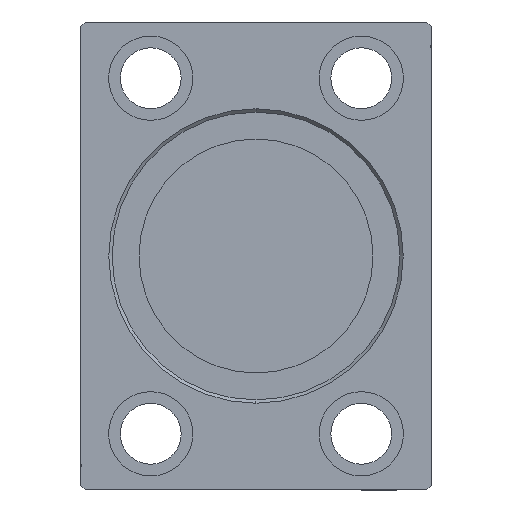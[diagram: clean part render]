
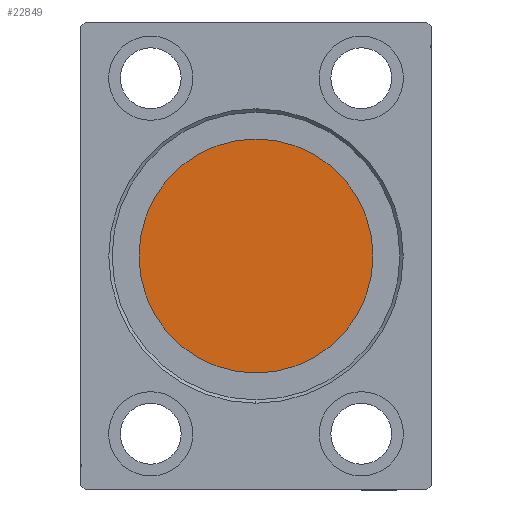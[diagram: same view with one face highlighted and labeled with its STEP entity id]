
A CAD part, left-side view. The second image highlights one B-rep face of the part: STEP entity #22849.
In plain terms, the highlighted planar face has unit normal (-1, 0, 0).
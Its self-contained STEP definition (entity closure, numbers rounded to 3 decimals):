
#2224 = AXIS2_PLACEMENT_3D ( 'NONE', #12187, #25297, #25511 ) ;
#3627 = AXIS2_PLACEMENT_3D ( 'NONE', #21476, #11388, #20844 ) ;
#4975 = CIRCLE ( 'NONE', #2224, 25. ) ;
#5258 = CARTESIAN_POINT ( 'NONE',  ( 289.2, 0., 0. ) ) ;
#5895 = DIRECTION ( 'NONE',  ( -1., 0., 0. ) ) ;
#11388 = DIRECTION ( 'NONE',  ( -1., 0., 0. ) ) ;
#12187 = CARTESIAN_POINT ( 'NONE',  ( 289.2, 0., 0. ) ) ;
#13217 = EDGE_CURVE ( 'NONE', #19105, #17835, #4975, .T. ) ;
#15049 = EDGE_CURVE ( 'NONE', #17835, #19105, #28327, .T. ) ;
#17835 = VERTEX_POINT ( 'NONE', #33805 ) ;
#18763 = ORIENTED_EDGE ( 'NONE', *, *, #15049, .T. ) ;
#18773 = PLANE ( 'NONE',  #19593 ) ;
#19105 = VERTEX_POINT ( 'NONE', #28917 ) ;
#19593 = AXIS2_PLACEMENT_3D ( 'NONE', #5258, #5895, #41352 ) ;
#20844 = DIRECTION ( 'NONE',  ( 0., 0., 1. ) ) ;
#21476 = CARTESIAN_POINT ( 'NONE',  ( 289.2, 0., 0. ) ) ;
#22849 = ADVANCED_FACE ( 'NONE', ( #38565 ), #18773, .T. ) ;
#24547 = EDGE_LOOP ( 'NONE', ( #27603, #18763 ) ) ;
#25297 = DIRECTION ( 'NONE',  ( -1., 0., 0. ) ) ;
#25511 = DIRECTION ( 'NONE',  ( 0., 0., 1. ) ) ;
#27603 = ORIENTED_EDGE ( 'NONE', *, *, #13217, .T. ) ;
#28327 = CIRCLE ( 'NONE', #3627, 25. ) ;
#28917 = CARTESIAN_POINT ( 'NONE',  ( 289.2, 0., 25. ) ) ;
#33805 = CARTESIAN_POINT ( 'NONE',  ( 289.2, 0., -25. ) ) ;
#38565 = FACE_OUTER_BOUND ( 'NONE', #24547, .T. ) ;
#41352 = DIRECTION ( 'NONE',  ( 0., 0., 1. ) ) ;
